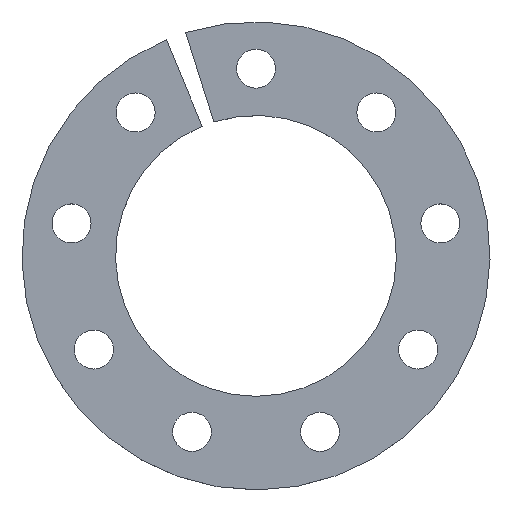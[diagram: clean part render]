
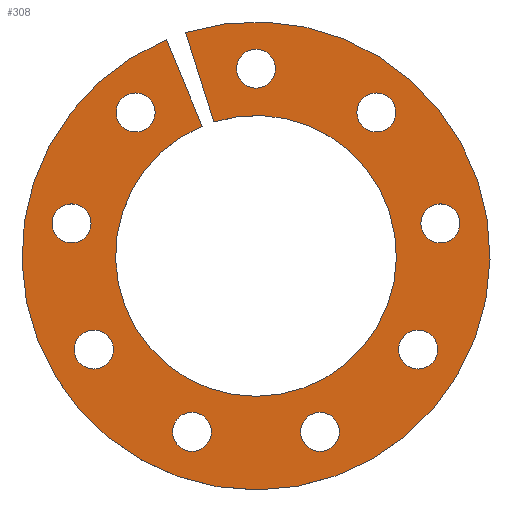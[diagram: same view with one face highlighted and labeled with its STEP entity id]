
A CAD part, top view. The second image highlights one B-rep face of the part: STEP entity #308.
In plain terms, the highlighted planar face has unit normal (0, 0, 1).
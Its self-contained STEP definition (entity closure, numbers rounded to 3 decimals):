
#15=FACE_BOUND('',#66,.T.);
#16=FACE_BOUND('',#67,.T.);
#17=FACE_BOUND('',#68,.T.);
#18=FACE_BOUND('',#69,.T.);
#19=FACE_BOUND('',#70,.T.);
#20=FACE_BOUND('',#71,.T.);
#21=FACE_BOUND('',#72,.T.);
#22=FACE_BOUND('',#73,.T.);
#23=FACE_BOUND('',#74,.T.);
#35=PLANE('',#359);
#50=FACE_OUTER_BOUND('',#65,.T.);
#65=EDGE_LOOP('',(#258,#259,#260,#261));
#66=EDGE_LOOP('',(#262));
#67=EDGE_LOOP('',(#263));
#68=EDGE_LOOP('',(#264));
#69=EDGE_LOOP('',(#265));
#70=EDGE_LOOP('',(#266));
#71=EDGE_LOOP('',(#267));
#72=EDGE_LOOP('',(#268));
#73=EDGE_LOOP('',(#269));
#74=EDGE_LOOP('',(#270));
#96=LINE('',#516,#113);
#100=LINE('',#528,#117);
#113=VECTOR('',#430,10.);
#117=VECTOR('',#442,10.);
#119=CIRCLE('',#325,3.969);
#121=CIRCLE('',#328,3.969);
#123=CIRCLE('',#331,3.969);
#125=CIRCLE('',#334,3.969);
#127=CIRCLE('',#337,3.969);
#129=CIRCLE('',#340,3.969);
#131=CIRCLE('',#343,3.969);
#133=CIRCLE('',#346,3.969);
#135=CIRCLE('',#349,3.969);
#138=CIRCLE('',#354,28.575);
#140=CIRCLE('',#358,47.625);
#141=VERTEX_POINT('',#456);
#143=VERTEX_POINT('',#462);
#145=VERTEX_POINT('',#468);
#147=VERTEX_POINT('',#474);
#149=VERTEX_POINT('',#480);
#151=VERTEX_POINT('',#486);
#153=VERTEX_POINT('',#492);
#155=VERTEX_POINT('',#498);
#157=VERTEX_POINT('',#504);
#161=VERTEX_POINT('',#513);
#162=VERTEX_POINT('',#515);
#164=VERTEX_POINT('',#521);
#166=VERTEX_POINT('',#527);
#167=EDGE_CURVE('',#141,#141,#119,.T.);
#170=EDGE_CURVE('',#143,#143,#121,.T.);
#173=EDGE_CURVE('',#145,#145,#123,.T.);
#176=EDGE_CURVE('',#147,#147,#125,.T.);
#179=EDGE_CURVE('',#149,#149,#127,.T.);
#182=EDGE_CURVE('',#151,#151,#129,.T.);
#185=EDGE_CURVE('',#153,#153,#131,.T.);
#188=EDGE_CURVE('',#155,#155,#133,.T.);
#191=EDGE_CURVE('',#157,#157,#135,.T.);
#196=EDGE_CURVE('',#162,#161,#96,.T.);
#199=EDGE_CURVE('',#164,#162,#138,.T.);
#202=EDGE_CURVE('',#166,#164,#100,.T.);
#205=EDGE_CURVE('',#161,#166,#140,.T.);
#258=ORIENTED_EDGE('',*,*,#205,.T.);
#259=ORIENTED_EDGE('',*,*,#202,.T.);
#260=ORIENTED_EDGE('',*,*,#199,.T.);
#261=ORIENTED_EDGE('',*,*,#196,.T.);
#262=ORIENTED_EDGE('',*,*,#191,.T.);
#263=ORIENTED_EDGE('',*,*,#188,.T.);
#264=ORIENTED_EDGE('',*,*,#185,.T.);
#265=ORIENTED_EDGE('',*,*,#182,.T.);
#266=ORIENTED_EDGE('',*,*,#179,.T.);
#267=ORIENTED_EDGE('',*,*,#176,.T.);
#268=ORIENTED_EDGE('',*,*,#173,.T.);
#269=ORIENTED_EDGE('',*,*,#170,.T.);
#270=ORIENTED_EDGE('',*,*,#167,.T.);
#308=ADVANCED_FACE('',(#50,#15,#16,#17,#18,#19,#20,#21,#22,#23),#35,.T.);
#325=AXIS2_PLACEMENT_3D('',#457,#365,#366);
#328=AXIS2_PLACEMENT_3D('',#463,#372,#373);
#331=AXIS2_PLACEMENT_3D('',#469,#379,#380);
#334=AXIS2_PLACEMENT_3D('',#475,#386,#387);
#337=AXIS2_PLACEMENT_3D('',#481,#393,#394);
#340=AXIS2_PLACEMENT_3D('',#487,#400,#401);
#343=AXIS2_PLACEMENT_3D('',#493,#407,#408);
#346=AXIS2_PLACEMENT_3D('',#499,#414,#415);
#349=AXIS2_PLACEMENT_3D('',#505,#421,#422);
#354=AXIS2_PLACEMENT_3D('',#522,#436,#437);
#358=AXIS2_PLACEMENT_3D('',#532,#448,#449);
#359=AXIS2_PLACEMENT_3D('',#533,#450,#451);
#365=DIRECTION('center_axis',(0.,0.,-1.));
#366=DIRECTION('ref_axis',(1.,0.,0.));
#372=DIRECTION('center_axis',(0.,0.,-1.));
#373=DIRECTION('ref_axis',(1.,0.,0.));
#379=DIRECTION('center_axis',(0.,0.,-1.));
#380=DIRECTION('ref_axis',(1.,0.,0.));
#386=DIRECTION('center_axis',(0.,0.,-1.));
#387=DIRECTION('ref_axis',(1.,0.,0.));
#393=DIRECTION('center_axis',(0.,0.,-1.));
#394=DIRECTION('ref_axis',(1.,0.,0.));
#400=DIRECTION('center_axis',(0.,0.,-1.));
#401=DIRECTION('ref_axis',(1.,0.,0.));
#407=DIRECTION('center_axis',(0.,0.,-1.));
#408=DIRECTION('ref_axis',(1.,0.,0.));
#414=DIRECTION('center_axis',(0.,0.,-1.));
#415=DIRECTION('ref_axis',(1.,0.,0.));
#421=DIRECTION('center_axis',(0.,0.,-1.));
#422=DIRECTION('ref_axis',(1.,0.,0.));
#430=DIRECTION('',(-0.383,0.924,0.));
#436=DIRECTION('center_axis',(0.,0.,-1.));
#437=DIRECTION('ref_axis',(-0.383,0.924,0.));
#442=DIRECTION('',(0.301,-0.954,0.));
#448=DIRECTION('center_axis',(0.,0.,1.));
#449=DIRECTION('ref_axis',(-0.383,0.924,0.));
#450=DIRECTION('center_axis',(0.,0.,1.));
#451=DIRECTION('ref_axis',(1.,0.,0.));
#456=CARTESIAN_POINT('',(-3.969,38.1,4.));
#457=CARTESIAN_POINT('Origin',(0.,38.1,4.));
#462=CARTESIAN_POINT('',(33.552,6.616,4.));
#463=CARTESIAN_POINT('Origin',(37.521,6.616,4.));
#468=CARTESIAN_POINT('',(20.521,29.186,4.));
#469=CARTESIAN_POINT('Origin',(24.49,29.186,4.));
#474=CARTESIAN_POINT('',(-36.964,-19.05,4.));
#475=CARTESIAN_POINT('Origin',(-32.996,-19.05,4.));
#480=CARTESIAN_POINT('',(29.027,-19.05,4.));
#481=CARTESIAN_POINT('Origin',(32.996,-19.05,4.));
#486=CARTESIAN_POINT('',(-28.459,29.186,4.));
#487=CARTESIAN_POINT('Origin',(-24.49,29.186,4.));
#492=CARTESIAN_POINT('',(9.062,-35.802,4.));
#493=CARTESIAN_POINT('Origin',(13.031,-35.802,4.));
#498=CARTESIAN_POINT('',(-17.,-35.802,4.));
#499=CARTESIAN_POINT('Origin',(-13.031,-35.802,4.));
#504=CARTESIAN_POINT('',(-41.49,6.616,4.));
#505=CARTESIAN_POINT('Origin',(-37.521,6.616,4.));
#513=CARTESIAN_POINT('',(-18.225,44.,4.));
#515=CARTESIAN_POINT('',(-10.935,26.4,4.));
#516=CARTESIAN_POINT('',(-10.935,26.4,4.));
#521=CARTESIAN_POINT('',(-8.593,27.252,4.));
#522=CARTESIAN_POINT('Origin',(0.,0.,
4.));
#527=CARTESIAN_POINT('',(-14.321,45.421,4.));
#528=CARTESIAN_POINT('',(-8.593,27.252,4.));
#532=CARTESIAN_POINT('Origin',(0.,0.,
4.));
#533=CARTESIAN_POINT('Origin',(0.,0.,4.));
